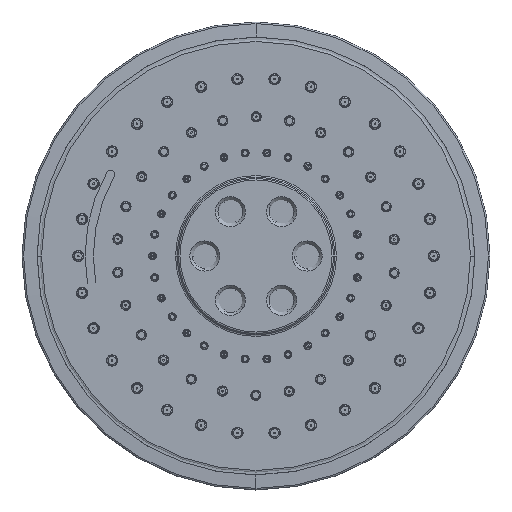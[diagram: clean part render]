
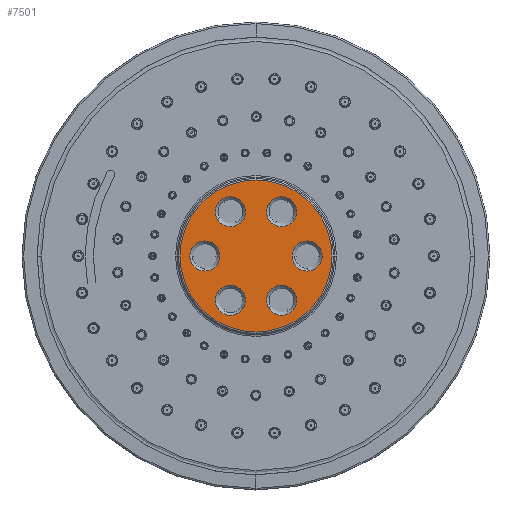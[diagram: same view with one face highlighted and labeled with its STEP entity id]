
A CAD part, front view. The second image highlights one B-rep face of the part: STEP entity #7501.
In plain terms, the highlighted face is planar.
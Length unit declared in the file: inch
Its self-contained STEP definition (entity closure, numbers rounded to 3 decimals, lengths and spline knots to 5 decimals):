
#2172=CARTESIAN_POINT('',(-0.447,0.,0.));
#2173=DIRECTION('',(1.,0.,0.));
#2174=DIRECTION('',(0.,1.,0.));
#2175=AXIS2_PLACEMENT_3D('',#2172,#2173,#2174);
#2180=CARTESIAN_POINT('',(-0.447,0.,0.));
#2181=DIRECTION('',(-1.,0.,0.));
#2182=DIRECTION('',(0.,1.,0.));
#2183=AXIS2_PLACEMENT_3D('',#2180,#2181,#2182);
#2188=CARTESIAN_POINT('',(-0.447,0.4625,-0.80107));
#2189=DIRECTION('',(1.,0.,0.));
#2190=DIRECTION('',(0.,-0.866,-0.5));
#2191=AXIS2_PLACEMENT_3D('',#2188,#2189,#2190);
#2196=CARTESIAN_POINT('',(-0.447,0.4625,-0.80107));
#2197=DIRECTION('',(1.,0.,0.));
#2198=DIRECTION('',(0.,0.866,0.5));
#2199=AXIS2_PLACEMENT_3D('',#2196,#2197,#2198);
#2204=CARTESIAN_POINT('',(-0.447,-0.4625,-0.80107));
#2205=DIRECTION('',(1.,0.,0.));
#2206=DIRECTION('',(0.,-0.866,0.5));
#2207=AXIS2_PLACEMENT_3D('',#2204,#2205,#2206);
#2212=CARTESIAN_POINT('',(-0.447,-0.4625,-0.80107));
#2213=DIRECTION('',(1.,0.,0.));
#2214=DIRECTION('',(0.,0.866,-0.5));
#2215=AXIS2_PLACEMENT_3D('',#2212,#2213,#2214);
#2220=CARTESIAN_POINT('',(-0.447,-0.925,0.));
#2221=DIRECTION('',(1.,0.,0.));
#2222=DIRECTION('',(0.,0.,1.));
#2223=AXIS2_PLACEMENT_3D('',#2220,#2221,#2222);
#2228=CARTESIAN_POINT('',(-0.447,-0.925,0.));
#2229=DIRECTION('',(1.,0.,0.));
#2230=DIRECTION('',(0.,0.,-1.));
#2231=AXIS2_PLACEMENT_3D('',#2228,#2229,#2230);
#2236=CARTESIAN_POINT('',(-0.447,-0.4625,0.80107));
#2237=DIRECTION('',(1.,0.,0.));
#2238=DIRECTION('',(0.,-0.866,-0.5));
#2239=AXIS2_PLACEMENT_3D('',#2236,#2237,#2238);
#2244=CARTESIAN_POINT('',(-0.447,-0.4625,0.80107));
#2245=DIRECTION('',(1.,0.,0.));
#2246=DIRECTION('',(0.,0.866,0.5));
#2247=AXIS2_PLACEMENT_3D('',#2244,#2245,#2246);
#2252=CARTESIAN_POINT('',(-0.447,0.4625,0.80107));
#2253=DIRECTION('',(1.,0.,0.));
#2254=DIRECTION('',(0.,0.866,-0.5));
#2255=AXIS2_PLACEMENT_3D('',#2252,#2253,#2254);
#2260=CARTESIAN_POINT('',(-0.447,0.4625,0.80107));
#2261=DIRECTION('',(1.,0.,0.));
#2262=DIRECTION('',(0.,-0.866,0.5));
#2263=AXIS2_PLACEMENT_3D('',#2260,#2261,#2262);
#2268=CARTESIAN_POINT('',(-0.447,0.925,0.));
#2269=DIRECTION('',(1.,0.,0.));
#2270=DIRECTION('',(0.,0.,-1.));
#2271=AXIS2_PLACEMENT_3D('',#2268,#2269,#2270);
#2276=CARTESIAN_POINT('',(-0.447,0.925,0.));
#2277=DIRECTION('',(1.,0.,0.));
#2278=DIRECTION('',(0.,0.,1.));
#2279=AXIS2_PLACEMENT_3D('',#2276,#2277,#2278);
#6328=CARTESIAN_POINT('',(-0.447,0.22694,-0.93707));
#6329=CARTESIAN_POINT('',(-0.447,0.69806,-0.66507));
#6330=VERTEX_POINT('',#6328);
#6331=VERTEX_POINT('',#6329);
#6332=CARTESIAN_POINT('',(-0.447,-0.69806,-0.66507));
#6333=CARTESIAN_POINT('',(-0.447,-0.22694,-0.93707));
#6334=VERTEX_POINT('',#6332);
#6335=VERTEX_POINT('',#6333);
#6336=CARTESIAN_POINT('',(-0.447,-0.925,0.272));
#6337=CARTESIAN_POINT('',(-0.447,-0.925,-0.272));
#6338=VERTEX_POINT('',#6336);
#6339=VERTEX_POINT('',#6337);
#6340=CARTESIAN_POINT('',(-0.447,-0.69806,0.66507));
#6341=CARTESIAN_POINT('',(-0.447,-0.22694,0.93707));
#6342=VERTEX_POINT('',#6340);
#6343=VERTEX_POINT('',#6341);
#6344=CARTESIAN_POINT('',(-0.447,0.69806,0.66507));
#6345=CARTESIAN_POINT('',(-0.447,0.22694,0.93707));
#6346=VERTEX_POINT('',#6344);
#6347=VERTEX_POINT('',#6345);
#6348=CARTESIAN_POINT('',(-0.447,0.925,-0.272));
#6349=CARTESIAN_POINT('',(-0.447,0.925,0.272));
#6350=VERTEX_POINT('',#6348);
#6351=VERTEX_POINT('',#6349);
#6540=CARTESIAN_POINT('',(-0.447,1.375,0.));
#6541=VERTEX_POINT('',#6540);
#6548=CARTESIAN_POINT('',(-0.447,-1.375,0.));
#6549=VERTEX_POINT('',#6548);
#7456=CARTESIAN_POINT('',(-0.447,0.,0.));
#7457=DIRECTION('',(-1.,0.,0.));
#7458=DIRECTION('',(0.,1.,0.));
#7459=AXIS2_PLACEMENT_3D('',#7456,#7457,#7458);
#7460=PLANE('',#7459);
#7461=ORIENTED_EDGE('',*,*,#7451,.T.);
#7462=ORIENTED_EDGE('',*,*,#7435,.F.);
#7463=EDGE_LOOP('',(#7461,#7462));
#7464=FACE_OUTER_BOUND('',#7463,.F.);
#7466=ORIENTED_EDGE('',*,*,#7465,.F.);
#7468=ORIENTED_EDGE('',*,*,#7467,.F.);
#7469=EDGE_LOOP('',(#7466,#7468));
#7470=FACE_BOUND('',#7469,.F.);
#7472=ORIENTED_EDGE('',*,*,#7471,.F.);
#7474=ORIENTED_EDGE('',*,*,#7473,.F.);
#7475=EDGE_LOOP('',(#7472,#7474));
#7476=FACE_BOUND('',#7475,.F.);
#7478=ORIENTED_EDGE('',*,*,#7477,.F.);
#7480=ORIENTED_EDGE('',*,*,#7479,.F.);
#7481=EDGE_LOOP('',(#7478,#7480));
#7482=FACE_BOUND('',#7481,.F.);
#7484=ORIENTED_EDGE('',*,*,#7483,.F.);
#7486=ORIENTED_EDGE('',*,*,#7485,.F.);
#7487=EDGE_LOOP('',(#7484,#7486));
#7488=FACE_BOUND('',#7487,.F.);
#7490=ORIENTED_EDGE('',*,*,#7489,.F.);
#7492=ORIENTED_EDGE('',*,*,#7491,.F.);
#7493=EDGE_LOOP('',(#7490,#7492));
#7494=FACE_BOUND('',#7493,.F.);
#7496=ORIENTED_EDGE('',*,*,#7495,.F.);
#7498=ORIENTED_EDGE('',*,*,#7497,.F.);
#7499=EDGE_LOOP('',(#7496,#7498));
#7500=FACE_BOUND('',#7499,.F.);
#2176=CIRCLE('',#2175,1.375);
#2184=CIRCLE('',#2183,1.375);
#2192=CIRCLE('',#2191,0.272);
#2200=CIRCLE('',#2199,0.272);
#2208=CIRCLE('',#2207,0.272);
#2216=CIRCLE('',#2215,0.272);
#2224=CIRCLE('',#2223,0.272);
#2232=CIRCLE('',#2231,0.272);
#2240=CIRCLE('',#2239,0.272);
#2248=CIRCLE('',#2247,0.272);
#2256=CIRCLE('',#2255,0.272);
#2264=CIRCLE('',#2263,0.272);
#2272=CIRCLE('',#2271,0.272);
#2280=CIRCLE('',#2279,0.272);
#7435=EDGE_CURVE('',#6541,#6549,#2184,.T.);
#7451=EDGE_CURVE('',#6541,#6549,#2176,.T.);
#7465=EDGE_CURVE('',#6330,#6331,#2192,.T.);
#7467=EDGE_CURVE('',#6331,#6330,#2200,.T.);
#7471=EDGE_CURVE('',#6334,#6335,#2208,.T.);
#7473=EDGE_CURVE('',#6335,#6334,#2216,.T.);
#7477=EDGE_CURVE('',#6338,#6339,#2224,.T.);
#7479=EDGE_CURVE('',#6339,#6338,#2232,.T.);
#7483=EDGE_CURVE('',#6342,#6343,#2240,.T.);
#7485=EDGE_CURVE('',#6343,#6342,#2248,.T.);
#7489=EDGE_CURVE('',#6346,#6347,#2256,.T.);
#7491=EDGE_CURVE('',#6347,#6346,#2264,.T.);
#7495=EDGE_CURVE('',#6350,#6351,#2272,.T.);
#7497=EDGE_CURVE('',#6351,#6350,#2280,.T.);
#7501=ADVANCED_FACE('',(#7464,#7470,#7476,#7482,#7488,#7494,#7500),#7460,.T.);
